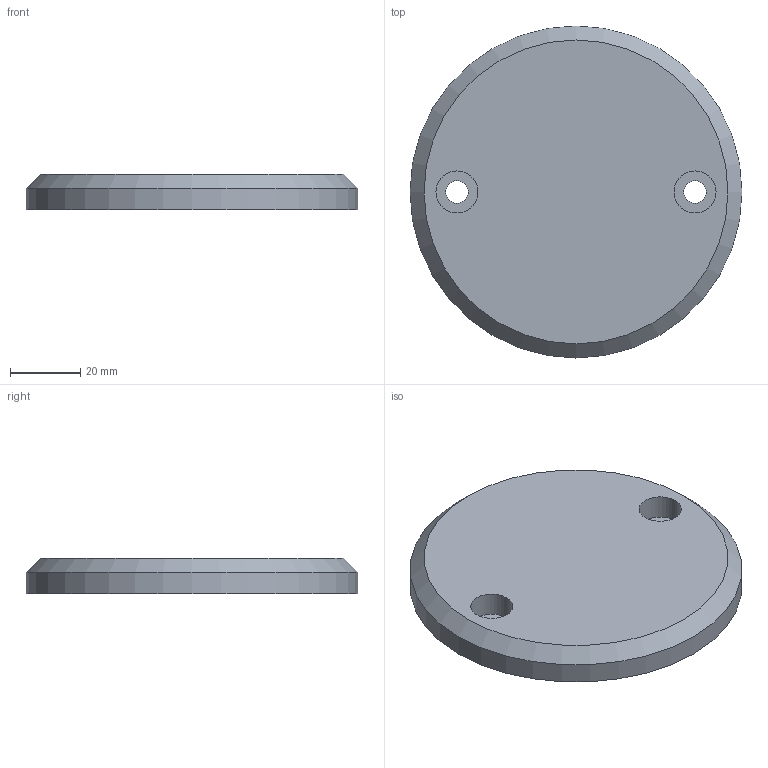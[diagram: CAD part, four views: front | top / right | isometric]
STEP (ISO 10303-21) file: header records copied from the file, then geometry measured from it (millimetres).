
FILE_DESCRIPTION( ( 'STEP AP203' ), '1' );
FILE_NAME( 'cache carter z1000 2.step', ' ', ( ' ' ), ( ' ' ), 'PSStep 10.0', ' ', ' ' );
FILE_SCHEMA( ( 'CONFIG_CONTROL_DESIGN' ) );
Length unit declared in the file: millimetre
Products named in the file (1): 1
Bounding box: 94.8 x 94.8 x 10 mm (x, y, z)
Volume: 66486 mm3; surface area: 16894 mm2
Topology: 1 solids, 1 shells, 10 faces, 17 edges, 11 vertices
Faces by surface type: cylinder 5, plane 4, cone 1
Full cylindrical faces by diameter (mm): 6.5 x2, 12 x2, 94.8 x1
Entity records: 266 total; most frequent: DIRECTION 44, CARTESIAN_POINT 33, AXIS2_PLACEMENT_3D 22, EDGE_LOOP 22, ORIENTED_EDGE 22, FACE_OUTER_BOUND 15, EDGE_CURVE 11, VERTEX_POINT 11
